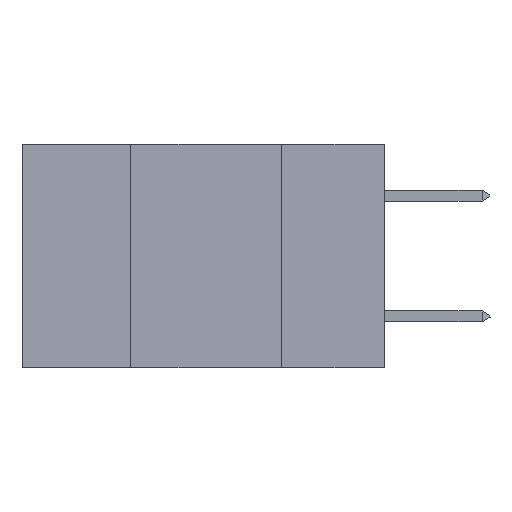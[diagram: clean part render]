
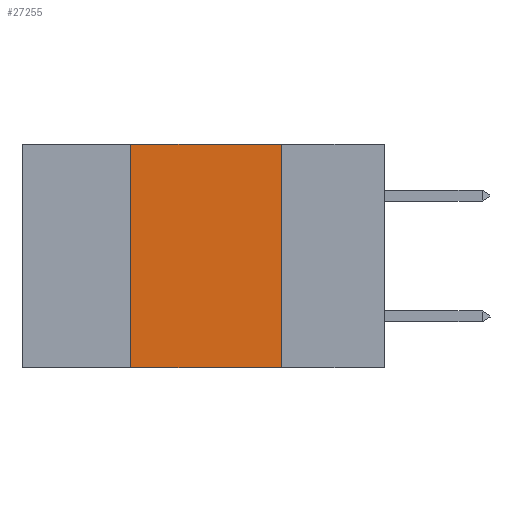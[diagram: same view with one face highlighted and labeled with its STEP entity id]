
A CAD part, left-side view. The second image highlights one B-rep face of the part: STEP entity #27255.
In plain terms, the highlighted planar face has unit normal (-1, 0, 0).
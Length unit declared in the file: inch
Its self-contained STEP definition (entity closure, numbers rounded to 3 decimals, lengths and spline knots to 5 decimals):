
#489 = LINE ( 'NONE', #1880, #15360 ) ;
#1813 = CARTESIAN_POINT ( 'NONE',  ( 0., 0.17, 0. ) ) ;
#1880 = CARTESIAN_POINT ( 'NONE',  ( 0., 0.6, 0. ) ) ;
#3197 = FACE_OUTER_BOUND ( 'NONE', #19902, .T. ) ;
#3653 = CARTESIAN_POINT ( 'NONE',  ( 0., 0.17, 0. ) ) ;
#3991 = ORIENTED_EDGE ( 'NONE', *, *, #19930, .F. ) ;
#6326 = VECTOR ( 'NONE', #18624, 39.37008 ) ;
#7791 = AXIS2_PLACEMENT_3D ( 'NONE', #20672, #8837, #25328 ) ;
#8837 = DIRECTION ( 'NONE',  ( 1., 0., 0. ) ) ;
#10043 = VERTEX_POINT ( 'NONE', #11923 ) ;
#10378 = DIRECTION ( 'NONE',  ( 0., 0., -1. ) ) ;
#10555 = DIRECTION ( 'NONE',  ( 0., -1., 0. ) ) ;
#11307 = EDGE_CURVE ( 'NONE', #10043, #20112, #22419, .T. ) ;
#11396 = VECTOR ( 'NONE', #10378, 39.37008 ) ;
#11923 = CARTESIAN_POINT ( 'NONE',  ( 0., 0.42, -0.37 ) ) ;
#14340 = VERTEX_POINT ( 'NONE', #25070 ) ;
#14430 = EDGE_CURVE ( 'NONE', #10043, #14340, #25135, .T. ) ;
#15360 = VECTOR ( 'NONE', #10555, 39.37008 ) ;
#15968 = ORIENTED_EDGE ( 'NONE', *, *, #14430, .T. ) ;
#16606 = PLANE ( 'NONE',  #7791 ) ;
#17695 = ORIENTED_EDGE ( 'NONE', *, *, #20258, .F. ) ;
#18624 = DIRECTION ( 'NONE',  ( 0., 0., 1. ) ) ;
#19427 = CARTESIAN_POINT ( 'NONE',  ( 0., 0.42, 0. ) ) ;
#19902 = EDGE_LOOP ( 'NONE', ( #17695, #3991, #26488, #15968 ) ) ;
#19930 = EDGE_CURVE ( 'NONE', #20112, #23472, #489, .T. ) ;
#20112 = VERTEX_POINT ( 'NONE', #19427 ) ;
#20258 = EDGE_CURVE ( 'NONE', #23472, #14340, #24835, .T. ) ;
#20672 = CARTESIAN_POINT ( 'NONE',  ( 0., 0.6, 0. ) ) ;
#21406 = DIRECTION ( 'NONE',  ( 0., -1., 0. ) ) ;
#22419 = LINE ( 'NONE', #22955, #6326 ) ;
#22955 = CARTESIAN_POINT ( 'NONE',  ( 0., 0.42, 0. ) ) ;
#23155 = VECTOR ( 'NONE', #21406, 39.37008 ) ;
#23472 = VERTEX_POINT ( 'NONE', #1813 ) ;
#24835 = LINE ( 'NONE', #3653, #11396 ) ;
#25070 = CARTESIAN_POINT ( 'NONE',  ( 0., 0.17, -0.37 ) ) ;
#25135 = LINE ( 'NONE', #27258, #23155 ) ;
#25328 = DIRECTION ( 'NONE',  ( 0., 0., -1. ) ) ;
#26488 = ORIENTED_EDGE ( 'NONE', *, *, #11307, .F. ) ;
#27255 = ADVANCED_FACE ( 'NONE', ( #3197 ), #16606, .F. ) ;
#27258 = CARTESIAN_POINT ( 'NONE',  ( 0., 0.6, -0.37 ) ) ;
